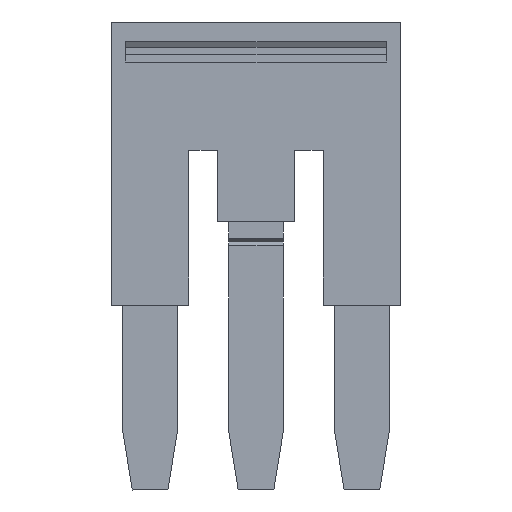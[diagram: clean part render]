
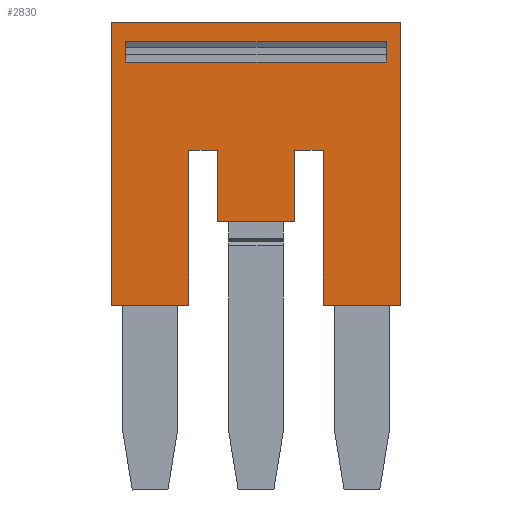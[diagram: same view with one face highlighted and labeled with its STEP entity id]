
A CAD part, front view. The second image highlights one B-rep face of the part: STEP entity #2830.
In plain terms, the highlighted face is planar.
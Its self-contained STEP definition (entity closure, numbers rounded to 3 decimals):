
#1460=CARTESIAN_POINT('',(5.607,-6.933,83.62));
#1470=DIRECTION('',(-1.,0.,0.));
#1480=DIRECTION('',(0.,-1.,0.));
#1490=AXIS2_PLACEMENT_3D('',#1460,#1470,#1480);
#1500=PLANE('',#1490);
#1510=CARTESIAN_POINT('',(5.607,-9.841,47.075))
;
#1520=DIRECTION('',(0.,0.,-1.));
#1530=VECTOR('',#1520,1.);
#1540=LINE('',#1510,#1530);
#1550=CARTESIAN_POINT('',(5.607,-9.841,
57.66));
#1560=VERTEX_POINT('',#1550);
#1570=CARTESIAN_POINT('',(5.607,-9.841,
44.86));
#1580=VERTEX_POINT('',#1570);
#1590=EDGE_CURVE('',#1560,#1580,#1540,.T.);
#1600=ORIENTED_EDGE('',*,*,#1590,.T.);
#1610=CARTESIAN_POINT('',(5.607,-12.305,57.66))
;
#1620=DIRECTION('',(0.,-1.,0.));
#1630=VECTOR('',#1620,1.);
#1640=LINE('',#1610,#1630);
#1650=CARTESIAN_POINT('',(5.607,-10.839,
57.66));
#1660=VERTEX_POINT('',#1650);
#1670=EDGE_CURVE('',#1560,#1660,#1640,.T.);
#1680=ORIENTED_EDGE('',*,*,#1670,.F.);
#1690=CARTESIAN_POINT('',(5.607,-10.839,47.075))
;
#1700=DIRECTION('',(0.,0.,1.));
#1710=VECTOR('',#1700,1.);
#1720=LINE('',#1690,#1710);
#1730=CARTESIAN_POINT('',(5.607,-10.839,
44.86));
#1740=VERTEX_POINT('',#1730);
#1750=EDGE_CURVE('',#1740,#1660,#1720,.T.);
#1760=ORIENTED_EDGE('',*,*,#1750,.T.);
#1770=CARTESIAN_POINT('',(5.607,-12.305,44.86))
;
#1780=DIRECTION('',(0.,-1.,0.));
#1790=VECTOR('',#1780,1.);
#1800=LINE('',#1770,#1790);
#1810=EDGE_CURVE('',#1580,#1740,#1800,.T.);
#1820=ORIENTED_EDGE('',*,*,#1810,.T.);
#1830=EDGE_LOOP('',(#1820,#1760,#1680,#1600));
#1840=FACE_BOUND('',#1830,.T.);
#1850=CARTESIAN_POINT('',(5.607,-15.175,47.075))
;
#1860=DIRECTION('',(0.,0.,1.));
#1870=VECTOR('',#1860,1.);
#1880=LINE('',#1850,#1870);
#1890=CARTESIAN_POINT('',(5.607,-15.175,
53.16));
#1900=VERTEX_POINT('',#1890);
#1910=CARTESIAN_POINT('',(5.607,-15.175,
54.56));
#1920=VERTEX_POINT('',#1910);
#1930=EDGE_CURVE('',#1900,#1920,#1880,.T.);
#1940=ORIENTED_EDGE('',*,*,#1930,.F.);
#1950=CARTESIAN_POINT('',(5.607,-12.005,
54.56));
#1960=DIRECTION('',(0.,-1.,0.));
#1970=VECTOR('',#1960,1.);
#1980=LINE('',#1950,#1970);
#1990=CARTESIAN_POINT('',(5.607,-22.775,54.56));
#2000=VERTEX_POINT('',#1990);
#2010=EDGE_CURVE('',#1920,#2000,#1980,.T.);
#2020=ORIENTED_EDGE('',*,*,#2010,.F.);
#2030=CARTESIAN_POINT('',(5.607,-22.775,47.075))
;
#2040=DIRECTION('',(0.,0.,1.));
#2050=VECTOR('',#2040,1.);
#2060=LINE('',#2030,#2050);
#2070=CARTESIAN_POINT('',(5.607,-22.775,
58.36));
#2080=VERTEX_POINT('',#2070);
#2090=EDGE_CURVE('',#2000,#2080,#2060,.T.);
#2100=ORIENTED_EDGE('',*,*,#2090,.F.);
#2110=CARTESIAN_POINT('',(5.607,-12.005,
58.36));
#2120=DIRECTION('',(0.,1.,0.));
#2130=VECTOR('',#2120,1.);
#2140=LINE('',#2110,#2130);
#2150=CARTESIAN_POINT('',(5.607,-8.875,
58.36));
#2160=VERTEX_POINT('',#2150);
#2170=EDGE_CURVE('',#2080,#2160,#2140,.T.);
#2180=ORIENTED_EDGE('',*,*,#2170,.F.);
#2190=CARTESIAN_POINT('',(5.607,-8.875,44.275))
;
#2200=DIRECTION('',(0.,0.,-1.));
#2210=VECTOR('',#2200,1.);
#2220=LINE('',#2190,#2210);
#2230=CARTESIAN_POINT('',(5.607,-8.875,
44.16));
#2240=VERTEX_POINT('',#2230);
#2250=EDGE_CURVE('',#2160,#2240,#2220,.T.);
#2260=ORIENTED_EDGE('',*,*,#2250,.F.);
#2270=CARTESIAN_POINT('',(5.607,-12.005,
44.16));
#2280=DIRECTION('',(0.,1.,0.));
#2290=VECTOR('',#2280,1.);
#2300=LINE('',#2270,#2290);
#2310=CARTESIAN_POINT('',(5.607,-22.775,
44.16));
#2320=VERTEX_POINT('',#2310);
#2330=EDGE_CURVE('',#2320,#2240,#2300,.T.);
#2340=ORIENTED_EDGE('',*,*,#2330,.T.);
#2350=CARTESIAN_POINT('',(5.607,-22.775,47.075))
;
#2360=DIRECTION('',(0.,0.,1.));
#2370=VECTOR('',#2360,1.);
#2380=LINE('',#2350,#2370);
#2390=CARTESIAN_POINT('',(5.607,-22.775,
47.96));
#2400=VERTEX_POINT('',#2390);
#2410=EDGE_CURVE('',#2320,#2400,#2380,.T.);
#2420=ORIENTED_EDGE('',*,*,#2410,.F.);
#2430=CARTESIAN_POINT('',(5.607,-12.005,
47.96));
#2440=DIRECTION('',(0.,1.,0.));
#2450=VECTOR('',#2440,1.);
#2460=LINE('',#2430,#2450);
#2470=CARTESIAN_POINT('',(5.607,-15.175,
47.96));
#2480=VERTEX_POINT('',#2470);
#2490=EDGE_CURVE('',#2400,#2480,#2460,.T.);
#2500=ORIENTED_EDGE('',*,*,#2490,.F.);
#2510=CARTESIAN_POINT('',(5.607,-15.175,47.075))
;
#2520=DIRECTION('',(0.,0.,1.));
#2530=VECTOR('',#2520,1.);
#2540=LINE('',#2510,#2530);
#2550=CARTESIAN_POINT('',(5.607,-15.175,
49.36));
#2560=VERTEX_POINT('',#2550);
#2570=EDGE_CURVE('',#2480,#2560,#2540,.T.);
#2580=ORIENTED_EDGE('',*,*,#2570,.F.);
#2590=CARTESIAN_POINT('',(5.607,-12.005,
49.36));
#2600=DIRECTION('',(0.,1.,0.));
#2610=VECTOR('',#2600,1.);
#2620=LINE('',#2590,#2610);
#2630=CARTESIAN_POINT('',(5.607,-18.675,
49.36));
#2640=VERTEX_POINT('',#2630);
#2650=EDGE_CURVE('',#2640,#2560,#2620,.T.);
#2660=ORIENTED_EDGE('',*,*,#2650,.T.);
#2670=CARTESIAN_POINT('',(5.607,-18.675,47.075))
;
#2680=DIRECTION('',(0.,0.,1.));
#2690=VECTOR('',#2680,1.);
#2700=LINE('',#2670,#2690);
#2710=CARTESIAN_POINT('',(5.607,-18.675,
53.16));
#2720=VERTEX_POINT('',#2710);
#2730=EDGE_CURVE('',#2640,#2720,#2700,.T.);
#2740=ORIENTED_EDGE('',*,*,#2730,.F.);
#2750=CARTESIAN_POINT('',(5.607,-12.005,
53.16));
#2760=DIRECTION('',(0.,-1.,0.));
#2770=VECTOR('',#2760,1.);
#2780=LINE('',#2750,#2770);
#2790=EDGE_CURVE('',#1900,#2720,#2780,.T.);
#2800=ORIENTED_EDGE('',*,*,#2790,.T.);
#2810=EDGE_LOOP('',(#2800,#2740,#2660,#2580,#2500,#2420,#2340,#2260,
#2180,#2100,#2020,#1940));
#2820=FACE_OUTER_BOUND('',#2810,.T.);
#2830=ADVANCED_FACE('',(#1840,#2820),#1500,.F.);
